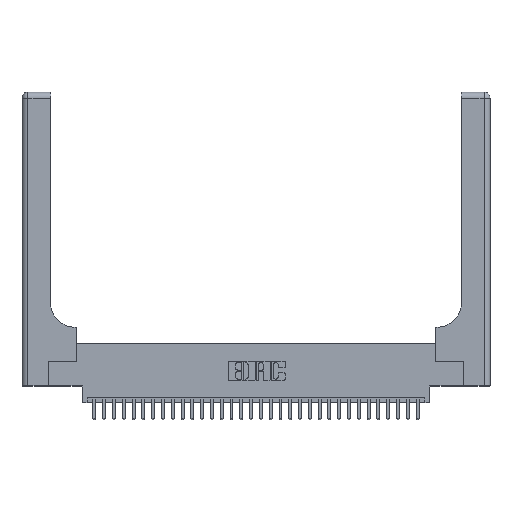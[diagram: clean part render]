
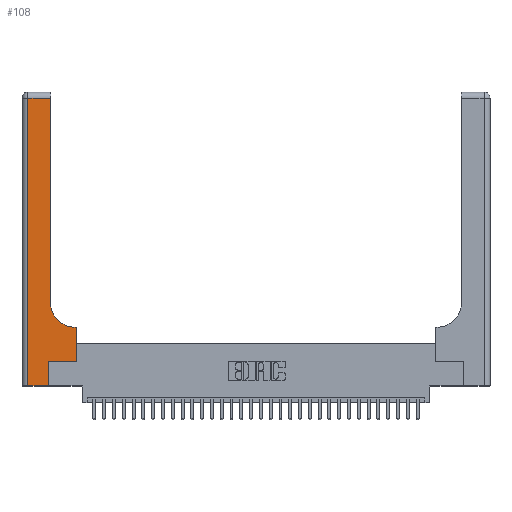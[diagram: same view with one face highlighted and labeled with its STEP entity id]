
A CAD part, top view. The second image highlights one B-rep face of the part: STEP entity #108.
In plain terms, the highlighted planar face has unit normal (0, 0, 1).
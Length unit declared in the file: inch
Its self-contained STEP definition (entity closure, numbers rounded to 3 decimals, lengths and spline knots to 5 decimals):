
#39 = LINE ( 'NONE', #7895, #7751 ) ;
#108 = ADVANCED_FACE ( 'NONE', ( #18426 ), #10825, .F. ) ;
#1335 = CARTESIAN_POINT ( 'NONE',  ( 0.269, 0.25, 0.37 ) ) ;
#1740 = CARTESIAN_POINT ( 'NONE',  ( 0.5585, 0.25, 0.37 ) ) ;
#1907 = CARTESIAN_POINT ( 'NONE',  ( 0.2915, 0.85, 0.37 ) ) ;
#2126 = AXIS2_PLACEMENT_3D ( 'NONE', #10711, #10556, #10489 ) ;
#2622 = VECTOR ( 'NONE', #15482, 39.37008 ) ;
#3442 = DIRECTION ( 'NONE',  ( 0., 1., 0. ) ) ;
#5476 = VECTOR ( 'NONE', #11946, 39.37008 ) ;
#5660 = DIRECTION ( 'NONE',  ( 0., 0., -1. ) ) ;
#5799 = ORIENTED_EDGE ( 'NONE', *, *, #8514, .T. ) ;
#5887 = DIRECTION ( 'NONE',  ( 0., 1., 0. ) ) ;
#5990 = VECTOR ( 'NONE', #31400, 39.37008 ) ;
#6293 = EDGE_CURVE ( 'NONE', #29707, #9806, #19938, .T. ) ;
#6759 = ORIENTED_EDGE ( 'NONE', *, *, #32408, .T. ) ;
#6841 = LINE ( 'NONE', #19523, #27243 ) ;
#6927 = ORIENTED_EDGE ( 'NONE', *, *, #24285, .T. ) ;
#7751 = VECTOR ( 'NONE', #25790, 39.37008 ) ;
#7895 = CARTESIAN_POINT ( 'NONE',  ( 0.2915, 3., 0.37 ) ) ;
#8454 = CARTESIAN_POINT ( 'NONE',  ( 0.5585, 0.25, 0.37 ) ) ;
#8514 = EDGE_CURVE ( 'NONE', #10030, #24901, #39, .T. ) ;
#8818 = CARTESIAN_POINT ( 'NONE',  ( 0.2915, 2.94, 0.37 ) ) ;
#9161 = VECTOR ( 'NONE', #13911, 39.37008 ) ;
#9211 = DIRECTION ( 'NONE',  ( -1., 0., 0. ) ) ;
#9806 = VERTEX_POINT ( 'NONE', #14007 ) ;
#9871 = CARTESIAN_POINT ( 'NONE',  ( 0.269, 0., 0.37 ) ) ;
#10030 = VERTEX_POINT ( 'NONE', #1907 ) ;
#10107 = ORIENTED_EDGE ( 'NONE', *, *, #6293, .T. ) ;
#10489 = DIRECTION ( 'NONE',  ( -1., 0., 0. ) ) ;
#10556 = DIRECTION ( 'NONE',  ( 0., 0., -1. ) ) ;
#10711 = CARTESIAN_POINT ( 'NONE',  ( 0., 3., 0.37 ) ) ;
#10825 = PLANE ( 'NONE',  #2126 ) ;
#10961 = CARTESIAN_POINT ( 'NONE',  ( 0., 0., 0.37 ) ) ;
#11136 = LINE ( 'NONE', #8454, #30688 ) ;
#11226 = EDGE_CURVE ( 'NONE', #24901, #15558, #6841, .T. ) ;
#11241 = CARTESIAN_POINT ( 'NONE',  ( 0.269, 0., 0.37 ) ) ;
#11732 = EDGE_CURVE ( 'NONE', #27940, #15897, #33169, .T. ) ;
#11838 = CARTESIAN_POINT ( 'NONE',  ( 0.2915, 0.6, 0.37 ) ) ;
#11946 = DIRECTION ( 'NONE',  ( -1., 0., 0. ) ) ;
#12908 = CARTESIAN_POINT ( 'NONE',  ( 0.06, 3., 0.37 ) ) ;
#13881 = EDGE_CURVE ( 'NONE', #9806, #10030, #27055, .T. ) ;
#13911 = DIRECTION ( 'NONE',  ( 1., 0., 0. ) ) ;
#14007 = CARTESIAN_POINT ( 'NONE',  ( 0.5415, 0.6, 0.37 ) ) ;
#14099 = VERTEX_POINT ( 'NONE', #1335 ) ;
#15482 = DIRECTION ( 'NONE',  ( 0., -1., 0. ) ) ;
#15558 = VERTEX_POINT ( 'NONE', #26444 ) ;
#15897 = VERTEX_POINT ( 'NONE', #9871 ) ;
#16167 = ORIENTED_EDGE ( 'NONE', *, *, #16839, .T. ) ;
#16839 = EDGE_CURVE ( 'NONE', #18802, #29707, #11136, .T. ) ;
#18426 = FACE_OUTER_BOUND ( 'NONE', #31031, .T. ) ;
#18802 = VERTEX_POINT ( 'NONE', #1740 ) ;
#19523 = CARTESIAN_POINT ( 'NONE',  ( 0., 2.94, 0.37 ) ) ;
#19699 = VECTOR ( 'NONE', #3442, 39.37008 ) ;
#19938 = LINE ( 'NONE', #11838, #5476 ) ;
#20704 = AXIS2_PLACEMENT_3D ( 'NONE', #21025, #5660, #23578 ) ;
#21025 = CARTESIAN_POINT ( 'NONE',  ( 0.5415, 0.85, 0.37 ) ) ;
#23578 = DIRECTION ( 'NONE',  ( 1., 0., 0. ) ) ;
#23887 = ORIENTED_EDGE ( 'NONE', *, *, #28580, .T. ) ;
#24285 = EDGE_CURVE ( 'NONE', #14099, #18802, #28725, .T. ) ;
#24901 = VERTEX_POINT ( 'NONE', #8818 ) ;
#24902 = ORIENTED_EDGE ( 'NONE', *, *, #11226, .T. ) ;
#25340 = ORIENTED_EDGE ( 'NONE', *, *, #13881, .T. ) ;
#25790 = DIRECTION ( 'NONE',  ( 0., 1., 0. ) ) ;
#26253 = CARTESIAN_POINT ( 'NONE',  ( 0.5585, 0.6, 0.37 ) ) ;
#26444 = CARTESIAN_POINT ( 'NONE',  ( 0.06, 2.94, 0.37 ) ) ;
#26465 = LINE ( 'NONE', #11241, #19699 ) ;
#27055 = CIRCLE ( 'NONE', #20704, 0.25 ) ;
#27243 = VECTOR ( 'NONE', #9211, 39.37008 ) ;
#27815 = CARTESIAN_POINT ( 'NONE',  ( 0.06, 0., 0.37 ) ) ;
#27940 = VERTEX_POINT ( 'NONE', #27815 ) ;
#28580 = EDGE_CURVE ( 'NONE', #15558, #27940, #29895, .T. ) ;
#28704 = ORIENTED_EDGE ( 'NONE', *, *, #11732, .T. ) ;
#28725 = LINE ( 'NONE', #29183, #9161 ) ;
#29183 = CARTESIAN_POINT ( 'NONE',  ( 0.269, 0.25, 0.37 ) ) ;
#29707 = VERTEX_POINT ( 'NONE', #26253 ) ;
#29895 = LINE ( 'NONE', #12908, #2622 ) ;
#30688 = VECTOR ( 'NONE', #5887, 39.37008 ) ;
#31031 = EDGE_LOOP ( 'NONE', ( #5799, #24902, #23887, #28704, #6759, #6927, #16167, #10107, #25340 ) ) ;
#31400 = DIRECTION ( 'NONE',  ( 1., 0., 0. ) ) ;
#32408 = EDGE_CURVE ( 'NONE', #15897, #14099, #26465, .T. ) ;
#33169 = LINE ( 'NONE', #10961, #5990 ) ;
